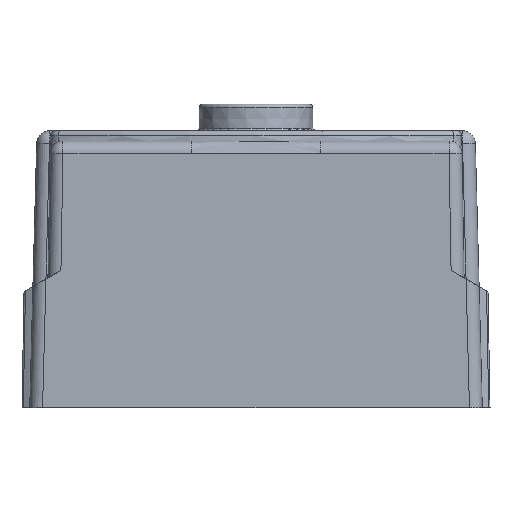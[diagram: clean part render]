
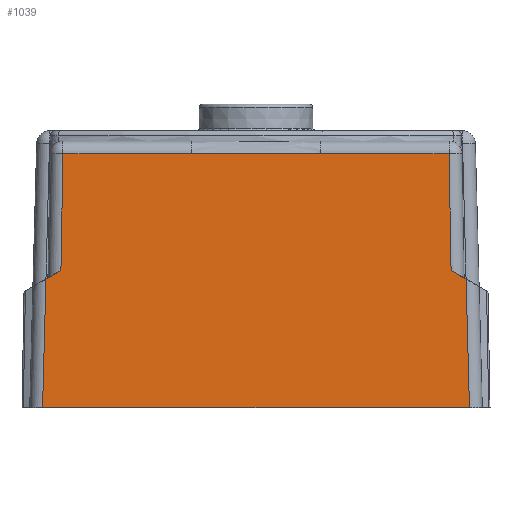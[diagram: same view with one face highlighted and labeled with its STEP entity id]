
A CAD part, front view. The second image highlights one B-rep face of the part: STEP entity #1039.
In plain terms, the highlighted planar face has unit normal (0, -1, 0.026).
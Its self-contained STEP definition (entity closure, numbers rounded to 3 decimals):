
#91=B_SPLINE_CURVE_WITH_KNOTS('',3,(#16118,#16119,#16120,#16121,#16122,#16123),
 .UNSPECIFIED.,.F.,.F.,(4,2,4),(0.,0.5,1.),.UNSPECIFIED.);
#453=FACE_OUTER_BOUND('',#2289,.T.);
#1039=ADVANCED_FACE('',(#453),#1674,.T.);
#1674=PLANE('',#11893);
#2289=EDGE_LOOP('',(#3191,#3192,#3193,#3194,#3195,#3196,#3197,#3198,#3199,
#3200));
#3191=ORIENTED_EDGE('',*,*,#7602,.T.);
#3192=ORIENTED_EDGE('',*,*,#7603,.T.);
#3193=ORIENTED_EDGE('',*,*,#7604,.F.);
#3194=ORIENTED_EDGE('',*,*,#7605,.T.);
#3195=ORIENTED_EDGE('',*,*,#7606,.T.);
#3196=ORIENTED_EDGE('',*,*,#7607,.T.);
#3197=ORIENTED_EDGE('',*,*,#7608,.T.);
#3198=ORIENTED_EDGE('',*,*,#7609,.T.);
#3199=ORIENTED_EDGE('',*,*,#7610,.F.);
#3200=ORIENTED_EDGE('',*,*,#7611,.T.);
#6503=VERTEX_POINT('',#16108);
#6504=VERTEX_POINT('',#16109);
#6505=VERTEX_POINT('',#16111);
#6506=VERTEX_POINT('',#16113);
#6507=VERTEX_POINT('',#16115);
#6508=VERTEX_POINT('',#16117);
#6509=VERTEX_POINT('',#16124);
#6510=VERTEX_POINT('',#16126);
#6511=VERTEX_POINT('',#16128);
#6512=VERTEX_POINT('',#16130);
#7602=EDGE_CURVE('',#6503,#6504,#9243,.T.);
#7603=EDGE_CURVE('',#6504,#6505,#9244,.T.);
#7604=EDGE_CURVE('',#6506,#6505,#9245,.T.);
#7605=EDGE_CURVE('',#6506,#6507,#9246,.T.);
#7606=EDGE_CURVE('',#6507,#6508,#9247,.T.);
#7607=EDGE_CURVE('',#6508,#6509,#91,.T.);
#7608=EDGE_CURVE('',#6509,#6510,#9248,.T.);
#7609=EDGE_CURVE('',#6510,#6511,#9249,.T.);
#7610=EDGE_CURVE('',#6512,#6511,#9250,.T.);
#7611=EDGE_CURVE('',#6512,#6503,#9251,.T.);
#9243=LINE('',#16107,#10588);
#9244=LINE('',#16110,#10589);
#9245=LINE('',#16112,#10590);
#9246=LINE('',#16114,#10591);
#9247=LINE('',#16116,#10592);
#9248=LINE('',#16125,#10593);
#9249=LINE('',#16127,#10594);
#9250=LINE('',#16129,#10595);
#9251=LINE('',#16131,#10596);
#10588=VECTOR('',#12911,1.);
#10589=VECTOR('',#12912,1.);
#10590=VECTOR('',#12913,1.);
#10591=VECTOR('',#12914,1.);
#10592=VECTOR('',#12915,1.);
#10593=VECTOR('',#12916,1.);
#10594=VECTOR('',#12917,1.);
#10595=VECTOR('',#12918,1.);
#10596=VECTOR('',#12919,1.);
#11893=AXIS2_PLACEMENT_3D('',#16132,#12920,#12921);
#12911=DIRECTION('',(1.,0.,0.));
#12912=DIRECTION('',(-0.026,0.026,0.999));
#12913=DIRECTION('',(0.866,-0.013,-0.5));
#12914=DIRECTION('',(-0.017,0.026,1.));
#12915=DIRECTION('',(-1.,0.,0.));
#12916=DIRECTION('',(-1.,0.,0.));
#12917=DIRECTION('',(-0.017,-0.026,-1.));
#12918=DIRECTION('',(0.866,0.013,0.5));
#12919=DIRECTION('',(-0.026,-0.026,-0.999));
#12920=DIRECTION('',(0.,-1.,0.026));
#12921=DIRECTION('',(0.,-0.026,-1.));
#16107=CARTESIAN_POINT('',(41.25,-2.85,-182.));
#16108=CARTESIAN_POINT('',(-0.251,-2.85,-182.));
#16109=CARTESIAN_POINT('',(82.751,-2.85,-182.));
#16110=CARTESIAN_POINT('',(82.722,-2.822,-180.915));
#16111=CARTESIAN_POINT('',(82.095,-2.194,-156.94));
#16112=CARTESIAN_POINT('',(62.323,-1.895,-145.525));
#16113=CARTESIAN_POINT('',(79.182,-2.15,-155.259));
#16114=CARTESIAN_POINT('',(78.744,-1.492,-130.144));
#16115=CARTESIAN_POINT('',(78.786,-1.555,-132.535));
#16116=CARTESIAN_POINT('',(41.25,-1.555,-132.535));
#16117=CARTESIAN_POINT('',(53.83,-1.555,-132.535));
#16118=CARTESIAN_POINT('',(53.83,-1.555,-132.535));
#16119=CARTESIAN_POINT('',(49.636,-1.555,-132.535));
#16120=CARTESIAN_POINT('',(45.443,-1.551,-132.404));
#16121=CARTESIAN_POINT('',(37.056,-1.551,-132.404));
#16122=CARTESIAN_POINT('',(32.863,-1.555,-132.535));
#16123=CARTESIAN_POINT('',(28.67,-1.555,-132.535));
#16124=CARTESIAN_POINT('',(28.67,-1.555,-132.535));
#16125=CARTESIAN_POINT('',(41.25,-1.555,-132.535));
#16126=CARTESIAN_POINT('',(3.714,-1.555,-132.535));
#16127=CARTESIAN_POINT('',(3.262,-2.233,-158.449));
#16128=CARTESIAN_POINT('',(3.318,-2.15,-155.259));
#16129=CARTESIAN_POINT('',(20.177,-1.895,-145.525));
#16130=CARTESIAN_POINT('',(0.405,-2.194,-156.94));
#16131=CARTESIAN_POINT('',(-0.222,-2.822,-180.915));
#16132=CARTESIAN_POINT('',(41.25,-2.85,-182.));
